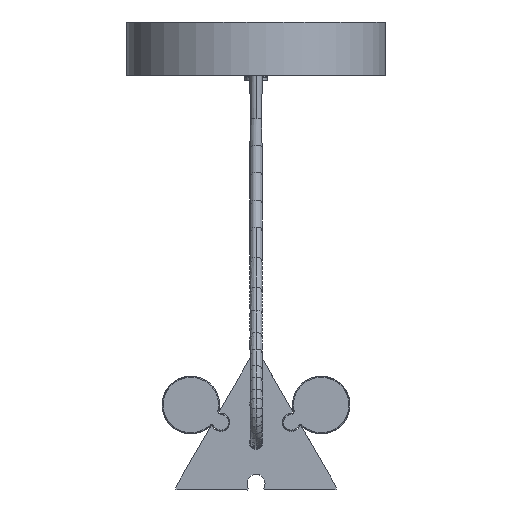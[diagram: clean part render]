
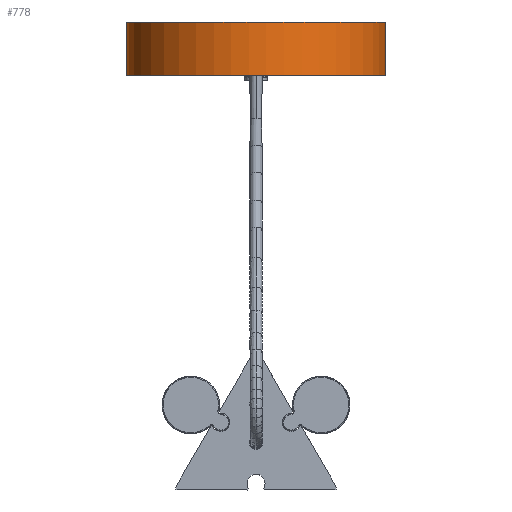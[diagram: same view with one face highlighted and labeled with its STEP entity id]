
A CAD part, front view. The second image highlights one B-rep face of the part: STEP entity #778.
In plain terms, the highlighted cylindrical face has radius 68.056 mm (diameter 136.111 mm), a partial arc.
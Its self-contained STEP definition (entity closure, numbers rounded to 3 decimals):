
#778=ADVANCED_FACE('',(#1108),#5097,.T.);
#1108=FACE_OUTER_BOUND('',#1450,.T.);
#1450=EDGE_LOOP('',(#2922,#2923,#2924,#2925));
#2922=ORIENTED_EDGE('',*,*,#3735,.T.);
#2923=ORIENTED_EDGE('',*,*,#3693,.T.);
#2924=ORIENTED_EDGE('',*,*,#3736,.F.);
#2925=ORIENTED_EDGE('',*,*,#3734,.F.);
#3693=EDGE_CURVE('',#4975,#4976,#4475,.T.);
#3734=EDGE_CURVE('',#5002,#5003,#4513,.T.);
#3735=EDGE_CURVE('',#5002,#4975,#4514,.T.);
#3736=EDGE_CURVE('',#5003,#4976,#4515,.T.);
#4475=(
BOUNDED_CURVE()
B_SPLINE_CURVE(1,(#18921,#18922),.UNSPECIFIED.,.F.,.F.)
B_SPLINE_CURVE_WITH_KNOTS((2,2),(0.,28.),.UNSPECIFIED.)
CURVE()
GEOMETRIC_REPRESENTATION_ITEM()
RATIONAL_B_SPLINE_CURVE((1.,1.))
REPRESENTATION_ITEM('')
);
#4513=(
BOUNDED_CURVE()
B_SPLINE_CURVE(1,(#19082,#19083),.UNSPECIFIED.,.F.,.F.)
B_SPLINE_CURVE_WITH_KNOTS((2,2),(0.,28.),.UNSPECIFIED.)
CURVE()
GEOMETRIC_REPRESENTATION_ITEM()
RATIONAL_B_SPLINE_CURVE((1.,1.))
REPRESENTATION_ITEM('')
);
#4514=(
BOUNDED_CURVE()
B_SPLINE_CURVE(2,(#19084,#19085,#19086,#19087,#19088),.UNSPECIFIED.,.F.,
 .F.)
B_SPLINE_CURVE_WITH_KNOTS((3,2,3),(213.803,320.705,427.606),
 .UNSPECIFIED.)
CURVE()
GEOMETRIC_REPRESENTATION_ITEM()
RATIONAL_B_SPLINE_CURVE((1.,0.707,1.,0.707,1.))
REPRESENTATION_ITEM('')
);
#4515=(
BOUNDED_CURVE()
B_SPLINE_CURVE(2,(#19089,#19090,#19091,#19092,#19093),.UNSPECIFIED.,.F.,
 .F.)
B_SPLINE_CURVE_WITH_KNOTS((3,2,3),(213.803,320.705,427.606),
 .UNSPECIFIED.)
CURVE()
GEOMETRIC_REPRESENTATION_ITEM()
RATIONAL_B_SPLINE_CURVE((1.,0.707,1.,0.707,1.))
REPRESENTATION_ITEM('')
);
#4975=VERTEX_POINT('',#18860);
#4976=VERTEX_POINT('',#18861);
#5002=VERTEX_POINT('',#18887);
#5003=VERTEX_POINT('',#18888);
#5097=CYLINDRICAL_SURFACE('',#5232,68.056);
#5232=AXIS2_PLACEMENT_3D('',#18391,#5351,$);
#5351=DIRECTION('',(0.,0.,1.));
#18391=CARTESIAN_POINT('',(-0.01,-538.088,195.608));
#18860=CARTESIAN_POINT('',(68.046,-538.088,181.608));
#18861=CARTESIAN_POINT('',(68.046,-538.088,209.608));
#18887=CARTESIAN_POINT('',(-68.065,-538.088,181.608));
#18888=CARTESIAN_POINT('',(-68.065,-538.088,209.608));
#18921=CARTESIAN_POINT('',(68.046,-538.088,181.608));
#18922=CARTESIAN_POINT('',(68.046,-538.088,209.608));
#19082=CARTESIAN_POINT('',(-68.065,-538.088,181.608));
#19083=CARTESIAN_POINT('',(-68.065,-538.088,209.608));
#19084=CARTESIAN_POINT('',(-68.065,-538.088,181.608));
#19085=CARTESIAN_POINT('',(-68.065,-606.143,181.608));
#19086=CARTESIAN_POINT('',(-0.01,-606.143,181.608));
#19087=CARTESIAN_POINT('',(68.046,-606.143,181.608));
#19088=CARTESIAN_POINT('',(68.046,-538.088,181.608));
#19089=CARTESIAN_POINT('',(-68.065,-538.088,209.608));
#19090=CARTESIAN_POINT('',(-68.065,-606.143,209.608));
#19091=CARTESIAN_POINT('',(-0.01,-606.143,209.608));
#19092=CARTESIAN_POINT('',(68.046,-606.143,209.608));
#19093=CARTESIAN_POINT('',(68.046,-538.088,209.608));
